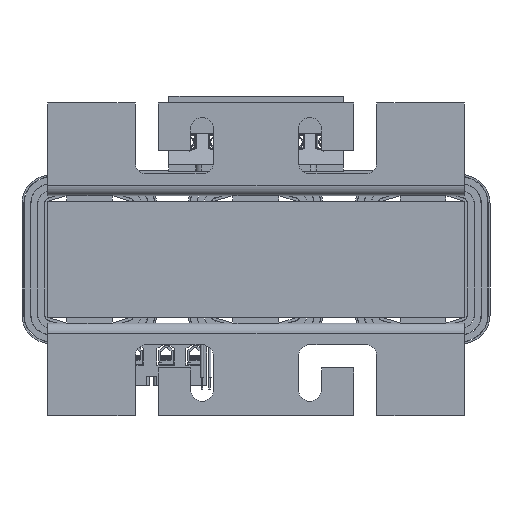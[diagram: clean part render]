
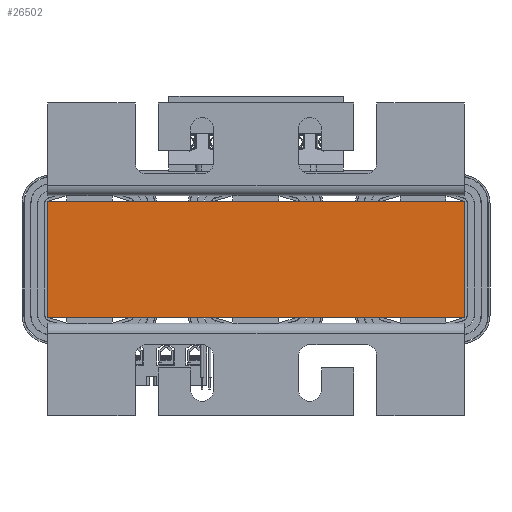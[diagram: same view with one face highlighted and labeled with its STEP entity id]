
A CAD part, front view. The second image highlights one B-rep face of the part: STEP entity #26502.
In plain terms, the highlighted planar face has unit normal (0, -1, 0).
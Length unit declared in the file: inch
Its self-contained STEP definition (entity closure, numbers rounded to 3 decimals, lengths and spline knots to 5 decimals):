
#1872=FACE_OUTER_BOUND('',#3366,.T.);
#3366=EDGE_LOOP('',(#18539,#18540,#18541,#18542));
#5964=LINE('',#38484,#8739);
#5969=LINE('',#38493,#8744);
#5973=LINE('',#38501,#8748);
#5974=LINE('',#38503,#8749);
#8739=VECTOR('',#31368,0.3937);
#8744=VECTOR('',#31375,0.3937);
#8748=VECTOR('',#31383,0.3937);
#8749=VECTOR('',#31386,0.3937);
#11440=VERTEX_POINT('',#38480);
#11442=VERTEX_POINT('',#38483);
#11444=VERTEX_POINT('',#38489);
#11447=VERTEX_POINT('',#38499);
#14162=EDGE_CURVE('',#11442,#11440,#5964,.T.);
#14167=EDGE_CURVE('',#11444,#11442,#5969,.T.);
#14171=EDGE_CURVE('',#11440,#11447,#5973,.T.);
#14172=EDGE_CURVE('',#11447,#11444,#5974,.T.);
#18539=ORIENTED_EDGE('',*,*,#14172,.T.);
#18540=ORIENTED_EDGE('',*,*,#14167,.T.);
#18541=ORIENTED_EDGE('',*,*,#14162,.T.);
#18542=ORIENTED_EDGE('',*,*,#14171,.T.);
#25478=PLANE('',#28565);
#26502=ADVANCED_FACE('',(#1872),#25478,.T.);
#28565=AXIS2_PLACEMENT_3D('',#38502,#31384,#31385);
#31368=DIRECTION('',(1.,0.,0.));
#31375=DIRECTION('',(0.,0.,-1.));
#31383=DIRECTION('',(0.,0.,1.));
#31384=DIRECTION('center_axis',(0.,-1.,0.));
#31385=DIRECTION('ref_axis',(0.,0.,-1.));
#31386=DIRECTION('',(-1.,0.,0.));
#38480=CARTESIAN_POINT('',(7.71526,-0.95864,-1.25));
#38483=CARTESIAN_POINT('',(-1.28474,-0.95864,-1.25));
#38484=CARTESIAN_POINT('',(7.71526,-0.95864,-1.25));
#38489=CARTESIAN_POINT('',(-1.28474,-0.95864,1.25));
#38493=CARTESIAN_POINT('',(-1.28474,-0.95864,0.));
#38499=CARTESIAN_POINT('',(7.71526,-0.95864,1.25));
#38501=CARTESIAN_POINT('',(7.71526,-0.95864,0.));
#38502=CARTESIAN_POINT('Origin',(7.71526,-0.95864,0.));
#38503=CARTESIAN_POINT('',(7.71526,-0.95864,1.25));
